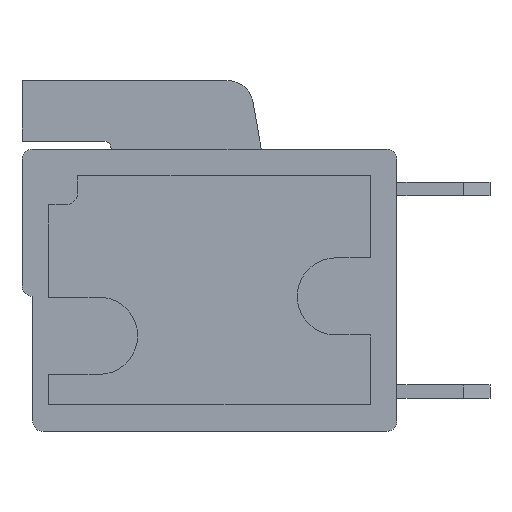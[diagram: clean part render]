
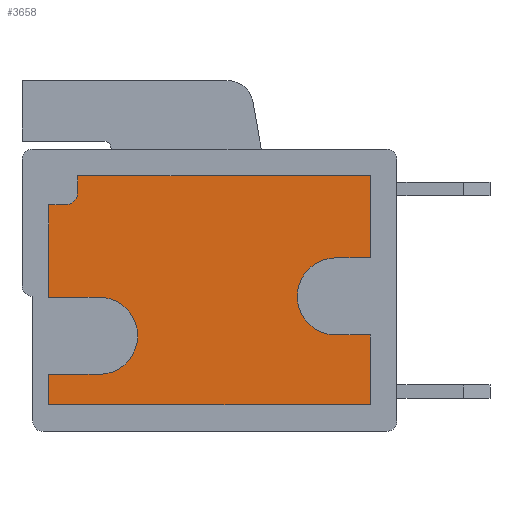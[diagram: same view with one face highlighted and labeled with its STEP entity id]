
A CAD part, left-side view. The second image highlights one B-rep face of the part: STEP entity #3658.
In plain terms, the highlighted planar face has unit normal (-1, 0, 0).
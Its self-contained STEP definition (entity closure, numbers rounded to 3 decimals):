
#143 = VERTEX_POINT ( 'NONE', #4599 ) ;
#172 = CARTESIAN_POINT ( 'NONE',  ( 1.5, 13.1, -8.15 ) ) ;
#173 = LINE ( 'NONE', #9966, #5206 ) ;
#261 = ORIENTED_EDGE ( 'NONE', *, *, #1655, .F. ) ;
#273 = VERTEX_POINT ( 'NONE', #5689 ) ;
#491 = ORIENTED_EDGE ( 'NONE', *, *, #7347, .T. ) ;
#574 = FACE_OUTER_BOUND ( 'NONE', #9597, .T. ) ;
#684 = CARTESIAN_POINT ( 'NONE',  ( 1.5, 11.2, -8.15 ) ) ;
#728 = VECTOR ( 'NONE', #7881, 1000. ) ;
#763 = EDGE_CURVE ( 'NONE', #8439, #6186, #4912, .T. ) ;
#778 = CARTESIAN_POINT ( 'NONE',  ( 1.5, 2.3, -9.57 ) ) ;
#1294 = EDGE_CURVE ( 'NONE', #5105, #2402, #7061, .T. ) ;
#1340 = VECTOR ( 'NONE', #11123, 1000. ) ;
#1458 = CARTESIAN_POINT ( 'NONE',  ( 1.5, 1., -9.57 ) ) ;
#1481 = DIRECTION ( 'NONE',  ( 0., 0., 1. ) ) ;
#1529 = DIRECTION ( 'NONE',  ( 0., 1., 0. ) ) ;
#1655 = EDGE_CURVE ( 'NONE', #10261, #6186, #7418, .T. ) ;
#1743 = DIRECTION ( 'NONE',  ( 1., 0., 0. ) ) ;
#1744 = CARTESIAN_POINT ( 'NONE',  ( 1.5, 11.2, -9.6 ) ) ;
#1759 = CARTESIAN_POINT ( 'NONE',  ( 1.5, 12., -3.58 ) ) ;
#1865 = LINE ( 'NONE', #3784, #10233 ) ;
#1916 = LINE ( 'NONE', #7440, #8299 ) ;
#2006 = AXIS2_PLACEMENT_3D ( 'NONE', #9743, #1743, #10724 ) ;
#2029 = DIRECTION ( 'NONE',  ( 0., 0., -1. ) ) ;
#2236 = ORIENTED_EDGE ( 'NONE', *, *, #2722, .F. ) ;
#2253 = EDGE_CURVE ( 'NONE', #7066, #4080, #1916, .T. ) ;
#2352 = PLANE ( 'NONE',  #4105 ) ;
#2366 = DIRECTION ( 'NONE',  ( 0., 0., 1. ) ) ;
#2402 = VERTEX_POINT ( 'NONE', #684 ) ;
#2589 = AXIS2_PLACEMENT_3D ( 'NONE', #1744, #7918, #7868 ) ;
#2708 = VECTOR ( 'NONE', #1529, 1000. ) ;
#2722 = EDGE_CURVE ( 'NONE', #6189, #143, #8100, .T. ) ;
#2822 = VECTOR ( 'NONE', #10010, 1000. ) ;
#2991 = CARTESIAN_POINT ( 'NONE',  ( 1.5, 1., -12.2 ) ) ;
#3012 = EDGE_CURVE ( 'NONE', #6850, #8439, #173, .T. ) ;
#3064 = CARTESIAN_POINT ( 'NONE',  ( 1.5, 2.3, -6.67 ) ) ;
#3094 = ORIENTED_EDGE ( 'NONE', *, *, #8639, .F. ) ;
#3113 = CARTESIAN_POINT ( 'NONE',  ( 1.5, 0., 0. ) ) ;
#3180 = DIRECTION ( 'NONE',  ( -1., 0., 0. ) ) ;
#3235 = DIRECTION ( 'NONE',  ( 0., -1., 0. ) ) ;
#3519 = VECTOR ( 'NONE', #7977, 1000. ) ;
#3647 = EDGE_CURVE ( 'NONE', #4080, #5105, #9310, .T. ) ;
#3658 = ADVANCED_FACE ( 'NONE', ( #574 ), #2352, .T. ) ;
#3704 = LINE ( 'NONE', #8128, #8976 ) ;
#3784 = CARTESIAN_POINT ( 'NONE',  ( 1.5, 13.1, 0. ) ) ;
#3974 = CARTESIAN_POINT ( 'NONE',  ( 1.5, 12., -4.18 ) ) ;
#4012 = ORIENTED_EDGE ( 'NONE', *, *, #1294, .F. ) ;
#4080 = VERTEX_POINT ( 'NONE', #6781 ) ;
#4105 = AXIS2_PLACEMENT_3D ( 'NONE', #3113, #3180, #1481 ) ;
#4109 = CARTESIAN_POINT ( 'NONE',  ( 1.5, 0., -11.05 ) ) ;
#4177 = LINE ( 'NONE', #7690, #11483 ) ;
#4441 = EDGE_CURVE ( 'NONE', #10573, #10261, #9495, .T. ) ;
#4599 = CARTESIAN_POINT ( 'NONE',  ( 1.5, 1., -3.58 ) ) ;
#4654 = EDGE_CURVE ( 'NONE', #5091, #2402, #3704, .T. ) ;
#4666 = LINE ( 'NONE', #10025, #5231 ) ;
#4781 = ORIENTED_EDGE ( 'NONE', *, *, #10070, .F. ) ;
#4820 = DIRECTION ( 'NONE',  ( 0., 0., 1. ) ) ;
#4912 = LINE ( 'NONE', #9579, #2708 ) ;
#5091 = VERTEX_POINT ( 'NONE', #172 ) ;
#5105 = VERTEX_POINT ( 'NONE', #7211 ) ;
#5206 = VECTOR ( 'NONE', #4820, 1000. ) ;
#5226 = VECTOR ( 'NONE', #3235, 1000. ) ;
#5231 = VECTOR ( 'NONE', #2029, 1000. ) ;
#5689 = CARTESIAN_POINT ( 'NONE',  ( 1.5, 13.1, -4.68 ) ) ;
#5897 = VERTEX_POINT ( 'NONE', #3974 ) ;
#5927 = CIRCLE ( 'NONE', #2006, 0.5 ) ;
#5973 = ORIENTED_EDGE ( 'NONE', *, *, #4654, .T. ) ;
#6012 = CARTESIAN_POINT ( 'NONE',  ( 1.5, 0., -12.2 ) ) ;
#6186 = VERTEX_POINT ( 'NONE', #778 ) ;
#6189 = VERTEX_POINT ( 'NONE', #1759 ) ;
#6339 = DIRECTION ( 'NONE',  ( 0., 0., 1. ) ) ;
#6404 = CARTESIAN_POINT ( 'NONE',  ( 1.5, 2.3, -8.12 ) ) ;
#6431 = EDGE_CURVE ( 'NONE', #10573, #143, #4177, .T. ) ;
#6507 = DIRECTION ( 'NONE',  ( 0., -1., 0. ) ) ;
#6645 = CARTESIAN_POINT ( 'NONE',  ( 1.5, 1., -6.67 ) ) ;
#6781 = CARTESIAN_POINT ( 'NONE',  ( 1.5, 13.1, -11.05 ) ) ;
#6850 = VERTEX_POINT ( 'NONE', #2991 ) ;
#7055 = CARTESIAN_POINT ( 'NONE',  ( 1.5, 0., -3.58 ) ) ;
#7061 = CIRCLE ( 'NONE', #2589, 1.45 ) ;
#7066 = VERTEX_POINT ( 'NONE', #10800 ) ;
#7211 = CARTESIAN_POINT ( 'NONE',  ( 1.5, 11.2, -11.05 ) ) ;
#7330 = ORIENTED_EDGE ( 'NONE', *, *, #3647, .F. ) ;
#7347 = EDGE_CURVE ( 'NONE', #5897, #7571, #5927, .T. ) ;
#7412 = ORIENTED_EDGE ( 'NONE', *, *, #9740, .T. ) ;
#7418 = CIRCLE ( 'NONE', #10420, 1.45 ) ;
#7440 = CARTESIAN_POINT ( 'NONE',  ( 1.5, 13.1, 0. ) ) ;
#7571 = VERTEX_POINT ( 'NONE', #11243 ) ;
#7690 = CARTESIAN_POINT ( 'NONE',  ( 1.5, 1., 0. ) ) ;
#7753 = LINE ( 'NONE', #6012, #3519 ) ;
#7791 = CARTESIAN_POINT ( 'NONE',  ( 1.5, 0., -6.67 ) ) ;
#7868 = DIRECTION ( 'NONE',  ( 0., 0., 1. ) ) ;
#7881 = DIRECTION ( 'NONE',  ( 0., -1., 0. ) ) ;
#7918 = DIRECTION ( 'NONE',  ( -1., 0., 0. ) ) ;
#7977 = DIRECTION ( 'NONE',  ( 0., -1., 0. ) ) ;
#8085 = LINE ( 'NONE', #9787, #2822 ) ;
#8100 = LINE ( 'NONE', #7055, #728 ) ;
#8128 = CARTESIAN_POINT ( 'NONE',  ( 1.5, 0., -8.15 ) ) ;
#8299 = VECTOR ( 'NONE', #11013, 1000. ) ;
#8439 = VERTEX_POINT ( 'NONE', #1458 ) ;
#8503 = EDGE_CURVE ( 'NONE', #7066, #6850, #7753, .T. ) ;
#8639 = EDGE_CURVE ( 'NONE', #5091, #273, #1865, .T. ) ;
#8976 = VECTOR ( 'NONE', #6507, 1000. ) ;
#9138 = DIRECTION ( 'NONE',  ( -1., 0., 0. ) ) ;
#9272 = ORIENTED_EDGE ( 'NONE', *, *, #6431, .T. ) ;
#9310 = LINE ( 'NONE', #4109, #5226 ) ;
#9495 = LINE ( 'NONE', #7791, #1340 ) ;
#9579 = CARTESIAN_POINT ( 'NONE',  ( 1.5, 0., -9.57 ) ) ;
#9597 = EDGE_LOOP ( 'NONE', ( #7412, #491, #4781, #3094, #5973, #4012, #7330, #10535, #9972, #10242, #10274, #261, #11040, #9272, #2236 ) ) ;
#9740 = EDGE_CURVE ( 'NONE', #6189, #5897, #4666, .T. ) ;
#9743 = CARTESIAN_POINT ( 'NONE',  ( 1.5, 12.5, -4.18 ) ) ;
#9787 = CARTESIAN_POINT ( 'NONE',  ( 1.5, 0., -4.68 ) ) ;
#9966 = CARTESIAN_POINT ( 'NONE',  ( 1.5, 1., 0. ) ) ;
#9972 = ORIENTED_EDGE ( 'NONE', *, *, #8503, .T. ) ;
#10010 = DIRECTION ( 'NONE',  ( 0., -1., 0. ) ) ;
#10025 = CARTESIAN_POINT ( 'NONE',  ( 1.5, 12., 0. ) ) ;
#10070 = EDGE_CURVE ( 'NONE', #273, #7571, #8085, .T. ) ;
#10233 = VECTOR ( 'NONE', #10900, 1000. ) ;
#10242 = ORIENTED_EDGE ( 'NONE', *, *, #3012, .T. ) ;
#10261 = VERTEX_POINT ( 'NONE', #3064 ) ;
#10274 = ORIENTED_EDGE ( 'NONE', *, *, #763, .T. ) ;
#10420 = AXIS2_PLACEMENT_3D ( 'NONE', #6404, #9138, #6339 ) ;
#10535 = ORIENTED_EDGE ( 'NONE', *, *, #2253, .F. ) ;
#10573 = VERTEX_POINT ( 'NONE', #6645 ) ;
#10724 = DIRECTION ( 'NONE',  ( 0., 0., 1. ) ) ;
#10800 = CARTESIAN_POINT ( 'NONE',  ( 1.5, 13.1, -12.2 ) ) ;
#10900 = DIRECTION ( 'NONE',  ( 0., 0., 1. ) ) ;
#11013 = DIRECTION ( 'NONE',  ( 0., 0., 1. ) ) ;
#11040 = ORIENTED_EDGE ( 'NONE', *, *, #4441, .F. ) ;
#11123 = DIRECTION ( 'NONE',  ( 0., 1., 0. ) ) ;
#11243 = CARTESIAN_POINT ( 'NONE',  ( 1.5, 12.5, -4.68 ) ) ;
#11483 = VECTOR ( 'NONE', #2366, 1000. ) ;
